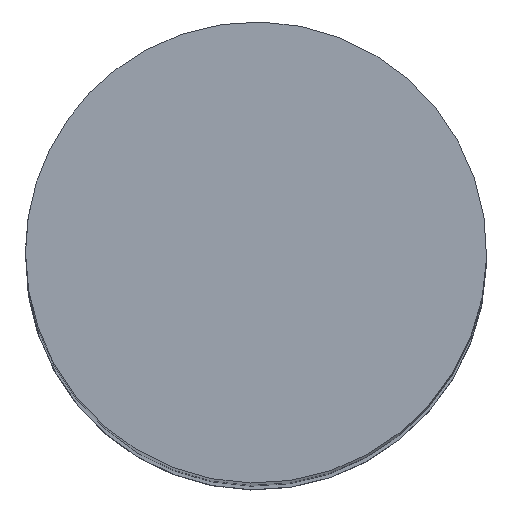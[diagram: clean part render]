
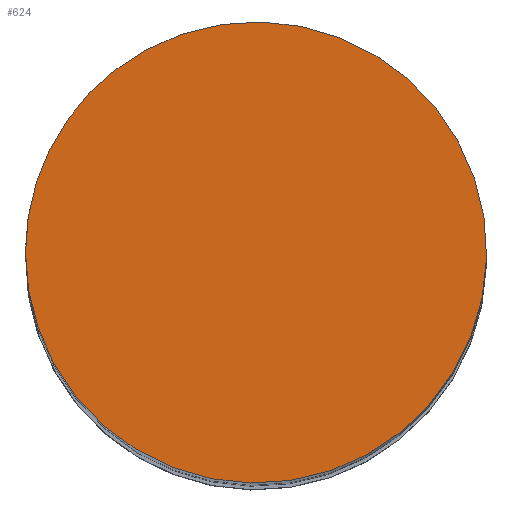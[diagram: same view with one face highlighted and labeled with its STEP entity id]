
A CAD part, top view. The second image highlights one B-rep face of the part: STEP entity #624.
In plain terms, the highlighted planar face has unit normal (0, 0, 1).
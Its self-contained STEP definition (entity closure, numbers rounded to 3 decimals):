
#105=CARTESIAN_POINT('',(0.,0.,300.));
#106=DIRECTION('',(0.,0.,1.));
#107=DIRECTION('',(0.479,-0.878,0.));
#108=AXIS2_PLACEMENT_3D('',#105,#106,#107);
#113=CARTESIAN_POINT('',(0.,0.,300.));
#114=DIRECTION('',(0.,0.,1.));
#115=DIRECTION('',(-0.878,-0.479,0.));
#116=AXIS2_PLACEMENT_3D('',#113,#114,#115);
#121=CARTESIAN_POINT('',(0.,0.,300.));
#122=DIRECTION('',(0.,0.,1.));
#123=DIRECTION('',(-1.,0.,0.));
#124=AXIS2_PLACEMENT_3D('',#121,#122,#123);
#129=CARTESIAN_POINT('',(0.,0.,300.));
#130=DIRECTION('',(0.,0.,1.));
#131=DIRECTION('',(-0.479,0.878,0.));
#132=AXIS2_PLACEMENT_3D('',#129,#130,#131);
#137=CARTESIAN_POINT('',(0.,0.,300.));
#138=DIRECTION('',(0.,0.,1.));
#139=DIRECTION('',(0.878,0.479,0.));
#140=AXIS2_PLACEMENT_3D('',#137,#138,#139);
#519=CARTESIAN_POINT('',(-7.671,14.041,300.));
#520=CARTESIAN_POINT('',(-16.,0.,300.));
#521=VERTEX_POINT('',#519);
#522=VERTEX_POINT('',#520);
#523=CARTESIAN_POINT('',(-14.041,-7.671,300.));
#524=VERTEX_POINT('',#523);
#531=CARTESIAN_POINT('',(7.671,-14.041,300.));
#532=VERTEX_POINT('',#531);
#533=CARTESIAN_POINT('',(14.041,7.671,300.));
#534=VERTEX_POINT('',#533);
#609=CARTESIAN_POINT('',(-14.375,0.,300.));
#610=DIRECTION('',(0.,0.,1.));
#611=DIRECTION('',(1.,0.,0.));
#612=AXIS2_PLACEMENT_3D('',#609,#610,#611);
#613=PLANE('',#612);
#615=ORIENTED_EDGE('',*,*,#614,.F.);
#617=ORIENTED_EDGE('',*,*,#616,.F.);
#618=ORIENTED_EDGE('',*,*,#596,.F.);
#619=ORIENTED_EDGE('',*,*,#604,.F.);
#621=ORIENTED_EDGE('',*,*,#620,.F.);
#622=EDGE_LOOP('',(#615,#617,#618,#619,#621));
#623=FACE_OUTER_BOUND('',#622,.F.);
#624=ADVANCED_FACE('',(#623),#613,.T.);
#109=CIRCLE('',#108,16.);
#117=CIRCLE('',#116,16.);
#125=CIRCLE('',#124,16.);
#133=CIRCLE('',#132,16.);
#141=CIRCLE('',#140,16.);
#596=EDGE_CURVE('',#522,#524,#125,.T.);
#604=EDGE_CURVE('',#521,#522,#133,.T.);
#614=EDGE_CURVE('',#532,#534,#109,.T.);
#616=EDGE_CURVE('',#524,#532,#117,.T.);
#620=EDGE_CURVE('',#534,#521,#141,.T.);
